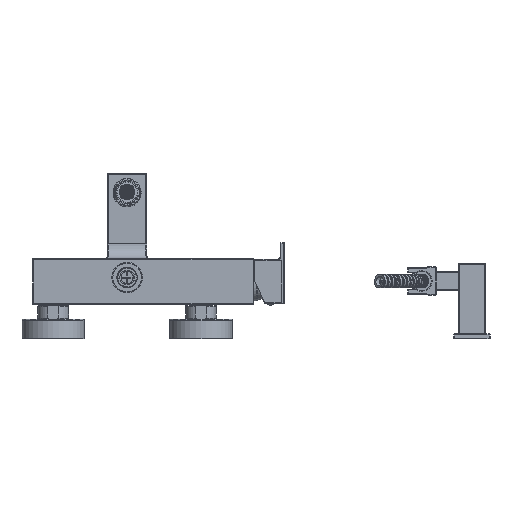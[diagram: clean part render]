
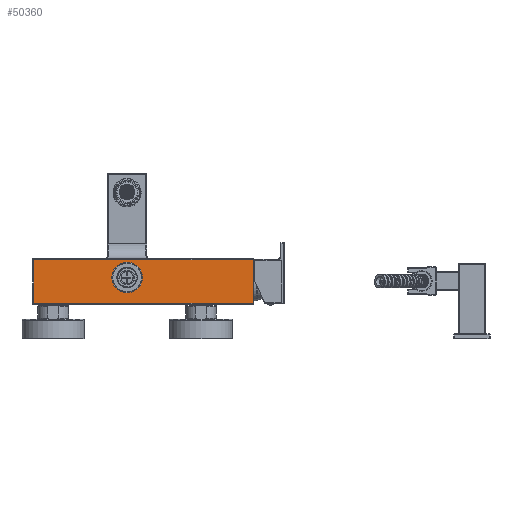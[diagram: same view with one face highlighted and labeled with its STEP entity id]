
A CAD part, front view. The second image highlights one B-rep face of the part: STEP entity #50360.
In plain terms, the highlighted planar face has unit normal (0, -1, 0).
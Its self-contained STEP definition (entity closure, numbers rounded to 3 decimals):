
#9195=DIRECTION('',(1.,0.,0.));
#9196=VECTOR('',#9195,223.);
#9197=CARTESIAN_POINT('',(-95.,-23.25,-22.25));
#9198=LINE('',#9197,#9196);
#9199=DIRECTION('',(0.,0.,-1.));
#9200=VECTOR('',#9199,44.5);
#9201=CARTESIAN_POINT('',(-95.,-23.25,22.25));
#9202=LINE('',#9201,#9200);
#9203=DIRECTION('',(-1.,0.,0.));
#9204=VECTOR('',#9203,223.);
#9205=CARTESIAN_POINT('',(128.,-23.25,22.25));
#9206=LINE('',#9205,#9204);
#9207=DIRECTION('',(0.,0.,-1.));
#9208=VECTOR('',#9207,44.5);
#9209=CARTESIAN_POINT('',(128.,-23.25,22.25));
#9210=LINE('',#9209,#9208);
#9211=CARTESIAN_POINT('',(0.,-23.25,4.));
#9212=DIRECTION('',(0.,-1.,0.));
#9213=DIRECTION('',(-1.,0.,0.));
#9214=AXIS2_PLACEMENT_3D('',#9211,#9212,#9213);
#9216=CARTESIAN_POINT('',(0.,-23.25,4.));
#9217=DIRECTION('',(0.,-1.,0.));
#9218=DIRECTION('',(1.,0.,0.));
#9219=AXIS2_PLACEMENT_3D('',#9216,#9217,#9218);
#35872=CARTESIAN_POINT('',(-15.5,-23.25,4.));
#35873=CARTESIAN_POINT('',(15.5,-23.25,4.));
#35874=VERTEX_POINT('',#35872);
#35875=VERTEX_POINT('',#35873);
#36054=CARTESIAN_POINT('',(-95.,-23.25,22.25));
#36055=CARTESIAN_POINT('',(-95.,-23.25,-22.25));
#36056=VERTEX_POINT('',#36054);
#36057=VERTEX_POINT('',#36055);
#36074=CARTESIAN_POINT('',(128.,-23.25,22.25));
#36075=CARTESIAN_POINT('',(128.,-23.25,-22.25));
#36076=VERTEX_POINT('',#36074);
#36077=VERTEX_POINT('',#36075);
#50341=CARTESIAN_POINT('',(-96.,-23.25,23.25));
#50342=DIRECTION('',(0.,-1.,0.));
#50343=DIRECTION('',(0.,0.,-1.));
#50344=AXIS2_PLACEMENT_3D('',#50341,#50342,#50343);
#50345=PLANE('',#50344);
#50347=ORIENTED_EDGE('',*,*,#50346,.F.);
#50349=ORIENTED_EDGE('',*,*,#50348,.F.);
#50350=ORIENTED_EDGE('',*,*,#50327,.F.);
#50351=ORIENTED_EDGE('',*,*,#49850,.T.);
#50352=EDGE_LOOP('',(#50347,#50349,#50350,#50351));
#50353=FACE_OUTER_BOUND('',#50352,.F.);
#50355=ORIENTED_EDGE('',*,*,#50354,.T.);
#50357=ORIENTED_EDGE('',*,*,#50356,.T.);
#50358=EDGE_LOOP('',(#50355,#50357));
#50359=FACE_BOUND('',#50358,.F.);
#50360=ADVANCED_FACE('',(#50353,#50359),#50345,.T.);
#9215=CIRCLE('',#9214,15.5);
#9220=CIRCLE('',#9219,15.5);
#49850=EDGE_CURVE('',#36076,#36077,#9210,.T.);
#50327=EDGE_CURVE('',#36076,#36056,#9206,.T.);
#50346=EDGE_CURVE('',#36057,#36077,#9198,.T.);
#50348=EDGE_CURVE('',#36056,#36057,#9202,.T.);
#50354=EDGE_CURVE('',#35874,#35875,#9215,.T.);
#50356=EDGE_CURVE('',#35875,#35874,#9220,.T.);
